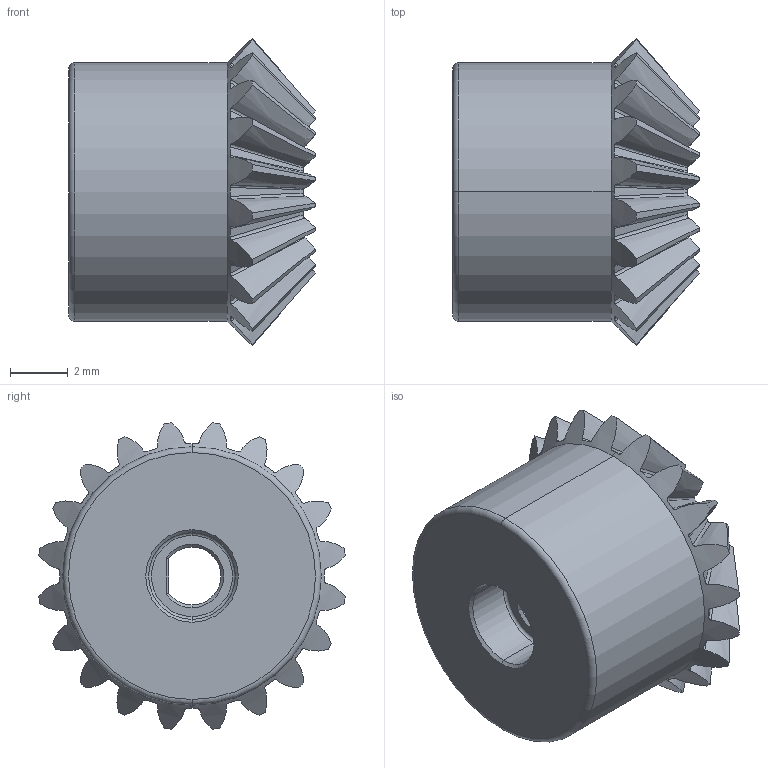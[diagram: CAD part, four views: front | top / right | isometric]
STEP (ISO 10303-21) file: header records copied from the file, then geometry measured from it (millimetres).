
FILE_DESCRIPTION (( 'STEP AP203' ), '1' );
FILE_NAME ('bevel gear.STEP', '2018-03-27T14:20:25', ( '' ), ( '' ), 'SwSTEP 2.0', 'SolidWorks 2016', '' );
FILE_SCHEMA (( 'CONFIG_CONTROL_DESIGN' ));
Length unit declared in the file: millimetre
Products named in the file (1): bevel gear
Bounding box: 8.52 x 10.61 x 10.61 mm (x, y, z)
Volume: 451.2 mm3; surface area: 459 mm2
Topology: 1 solids, 1 shells, 145 faces, 414 edges, 272 vertices
Faces by surface type: bspline 100, cone 29, cylinder 7, plane 5, torus 4
Entity records: 6740 total; most frequent: CARTESIAN_POINT 3782, ORIENTED_EDGE 828, EDGE_CURVE 414, DIRECTION 289, B_SPLINE_CURVE_WITH_KNOTS 286, VERTEX_POINT 272, EDGE_LOOP 148, ADVANCED_FACE 145
